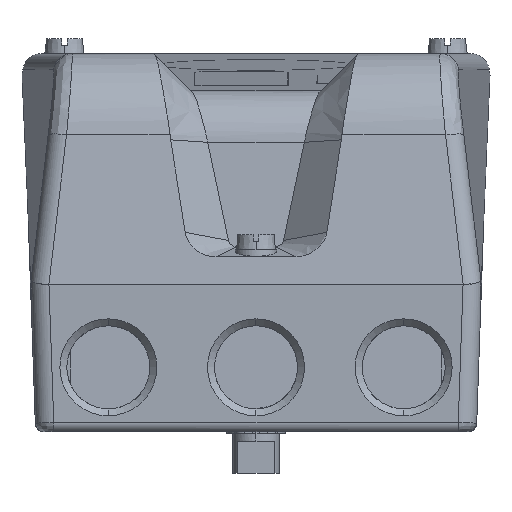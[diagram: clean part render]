
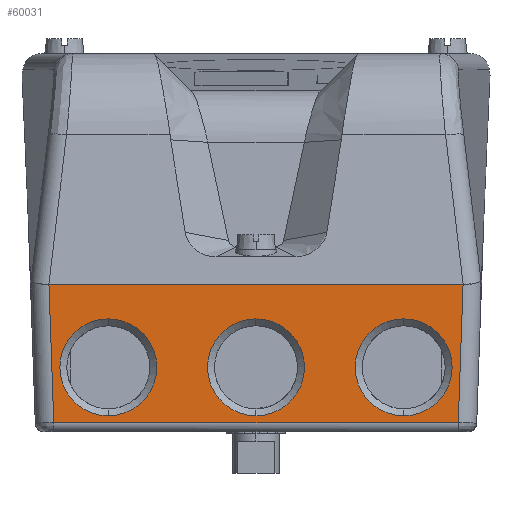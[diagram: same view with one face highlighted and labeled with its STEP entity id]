
A CAD part, front view. The second image highlights one B-rep face of the part: STEP entity #60031.
In plain terms, the highlighted planar face has unit normal (0, -1, 0).
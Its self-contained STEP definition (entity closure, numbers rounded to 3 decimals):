
#940 = CIRCLE ( 'NONE', #48115, 10.5 ) ;
#2759 = FACE_OUTER_BOUND ( 'NONE', #23668, .T. ) ;
#3212 = EDGE_CURVE ( 'NONE', #5875, #53468, #58579, .T. ) ;
#4484 = CARTESIAN_POINT ( 'NONE',  ( -41.277, 0., 5.517 ) ) ;
#4776 = EDGE_LOOP ( 'NONE', ( #36463, #6647 ) ) ;
#5644 = EDGE_LOOP ( 'NONE', ( #28141, #11828 ) ) ;
#5875 = VERTEX_POINT ( 'NONE', #66199 ) ;
#6455 = CARTESIAN_POINT ( 'NONE',  ( -9.277, 0., 26.517 ) ) ;
#6647 = ORIENTED_EDGE ( 'NONE', *, *, #39650, .F. ) ;
#7475 = LINE ( 'NONE', #22273, #36686 ) ;
#7638 = ORIENTED_EDGE ( 'NONE', *, *, #12108, .F. ) ;
#8250 = DIRECTION ( 'NONE',  ( 0., -1., 0. ) ) ;
#8642 = ORIENTED_EDGE ( 'NONE', *, *, #28709, .F. ) ;
#8781 = EDGE_CURVE ( 'NONE', #53468, #41269, #7475, .T. ) ;
#8968 = LINE ( 'NONE', #70319, #21858 ) ;
#9343 = PLANE ( 'NONE',  #33231 ) ;
#11632 = VERTEX_POINT ( 'NONE', #4484 ) ;
#11789 = EDGE_CURVE ( 'NONE', #41269, #31642, #8968, .T. ) ;
#11828 = ORIENTED_EDGE ( 'NONE', *, *, #40002, .F. ) ;
#12108 = EDGE_CURVE ( 'NONE', #31642, #5875, #50125, .T. ) ;
#13309 = CARTESIAN_POINT ( 'NONE',  ( -41.277, 0., 16.017 ) ) ;
#14588 = VERTEX_POINT ( 'NONE', #26823 ) ;
#14703 = DIRECTION ( 'NONE',  ( 0., -1., 0. ) ) ;
#14838 = CARTESIAN_POINT ( 'NONE',  ( -9.277, 0., 41.62 ) ) ;
#15665 = FACE_BOUND ( 'NONE', #5644, .T. ) ;
#16276 = AXIS2_PLACEMENT_3D ( 'NONE', #13309, #51737, #18881 ) ;
#16421 = EDGE_CURVE ( 'NONE', #11632, #44479, #940, .T. ) ;
#17533 = CARTESIAN_POINT ( 'NONE',  ( 22.723, 0., 5.517 ) ) ;
#18039 = CIRCLE ( 'NONE', #22637, 10.5 ) ;
#18881 = DIRECTION ( 'NONE',  ( 0., 0., -1. ) ) ;
#20380 = DIRECTION ( 'NONE',  ( 0., 0., 1. ) ) ;
#20431 = DIRECTION ( 'NONE',  ( 0., -1., 0. ) ) ;
#20610 = ORIENTED_EDGE ( 'NONE', *, *, #44818, .F. ) ;
#21858 = VECTOR ( 'NONE', #64824, 1000. ) ;
#22273 = CARTESIAN_POINT ( 'NONE',  ( 35.588, 0., 34.017 ) ) ;
#22637 = AXIS2_PLACEMENT_3D ( 'NONE', #53301, #20431, #58810 ) ;
#23044 = VERTEX_POINT ( 'NONE', #33880 ) ;
#23668 = EDGE_LOOP ( 'NONE', ( #24413, #28434, #7638, #65093 ) ) ;
#24413 = ORIENTED_EDGE ( 'NONE', *, *, #8781, .F. ) ;
#24733 = VERTEX_POINT ( 'NONE', #17533 ) ;
#25465 = EDGE_LOOP ( 'NONE', ( #8642, #20610 ) ) ;
#26823 = CARTESIAN_POINT ( 'NONE',  ( 22.723, 0., 26.517 ) ) ;
#27933 = VERTEX_POINT ( 'NONE', #6455 ) ;
#28141 = ORIENTED_EDGE ( 'NONE', *, *, #32730, .F. ) ;
#28434 = ORIENTED_EDGE ( 'NONE', *, *, #3212, .F. ) ;
#28709 = EDGE_CURVE ( 'NONE', #23044, #27933, #18039, .T. ) ;
#29637 = CIRCLE ( 'NONE', #70068, 10.5 ) ;
#29987 = DIRECTION ( 'NONE',  ( 0., -1., 0. ) ) ;
#30229 = FACE_BOUND ( 'NONE', #25465, .T. ) ;
#31642 = VERTEX_POINT ( 'NONE', #36412 ) ;
#32602 = CARTESIAN_POINT ( 'NONE',  ( 22.723, 0., 16.017 ) ) ;
#32730 = EDGE_CURVE ( 'NONE', #24733, #14588, #29637, .T. ) ;
#33231 = AXIS2_PLACEMENT_3D ( 'NONE', #14838, #69495, #20380 ) ;
#33880 = CARTESIAN_POINT ( 'NONE',  ( -9.277, 0., 5.517 ) ) ;
#35478 = CIRCLE ( 'NONE', #61970, 10.5 ) ;
#35524 = VECTOR ( 'NONE', #42240, 1000. ) ;
#36412 = CARTESIAN_POINT ( 'NONE',  ( -53.095, 0., 4.017 ) ) ;
#36463 = ORIENTED_EDGE ( 'NONE', *, *, #16421, .F. ) ;
#36686 = VECTOR ( 'NONE', #55130, 1000. ) ;
#38130 = DIRECTION ( 'NONE',  ( 0., 0., -1. ) ) ;
#39650 = EDGE_CURVE ( 'NONE', #44479, #11632, #67527, .T. ) ;
#40002 = EDGE_CURVE ( 'NONE', #14588, #24733, #68387, .T. ) ;
#41145 = CARTESIAN_POINT ( 'NONE',  ( -9.277, 0., 16.017 ) ) ;
#41269 = VERTEX_POINT ( 'NONE', #62536 ) ;
#42240 = DIRECTION ( 'NONE',  ( -0.035, 0., 0.999 ) ) ;
#42950 = CARTESIAN_POINT ( 'NONE',  ( -41.277, 0., 26.517 ) ) ;
#44341 = AXIS2_PLACEMENT_3D ( 'NONE', #47628, #14703, #53115 ) ;
#44479 = VERTEX_POINT ( 'NONE', #42950 ) ;
#44818 = EDGE_CURVE ( 'NONE', #27933, #23044, #35478, .T. ) ;
#46684 = DIRECTION ( 'NONE',  ( 0., 0., -1. ) ) ;
#47021 = DIRECTION ( 'NONE',  ( 1., 0., 0. ) ) ;
#47628 = CARTESIAN_POINT ( 'NONE',  ( 22.723, 0., 16.017 ) ) ;
#47777 = CARTESIAN_POINT ( 'NONE',  ( -55.053, 0., 60.101 ) ) ;
#48115 = AXIS2_PLACEMENT_3D ( 'NONE', #62872, #29987, #68317 ) ;
#50125 = LINE ( 'NONE', #47777, #35524 ) ;
#51737 = DIRECTION ( 'NONE',  ( 0., -1., 0. ) ) ;
#53115 = DIRECTION ( 'NONE',  ( 0., 0., -1. ) ) ;
#53301 = CARTESIAN_POINT ( 'NONE',  ( -9.277, 0., 16.017 ) ) ;
#53468 = VERTEX_POINT ( 'NONE', #71150 ) ;
#55130 = DIRECTION ( 'NONE',  ( -0.035, 0., -0.999 ) ) ;
#55140 = VECTOR ( 'NONE', #47021, 1000. ) ;
#57996 = CARTESIAN_POINT ( 'NONE',  ( -9.277, 0., 34.017 ) ) ;
#58579 = LINE ( 'NONE', #57996, #55140 ) ;
#58810 = DIRECTION ( 'NONE',  ( 0., 0., -1. ) ) ;
#59453 = FACE_BOUND ( 'NONE', #4776, .T. ) ;
#60031 = ADVANCED_FACE ( 'NONE', ( #59453, #30229, #2759, #15665 ), #9343, .F. ) ;
#61970 = AXIS2_PLACEMENT_3D ( 'NONE', #41145, #8250, #46684 ) ;
#62536 = CARTESIAN_POINT ( 'NONE',  ( 34.54, 0., 4.017 ) ) ;
#62872 = CARTESIAN_POINT ( 'NONE',  ( -41.277, 0., 16.017 ) ) ;
#64824 = DIRECTION ( 'NONE',  ( -1., 0., 0. ) ) ;
#65093 = ORIENTED_EDGE ( 'NONE', *, *, #11789, .F. ) ;
#66199 = CARTESIAN_POINT ( 'NONE',  ( -54.142, 0., 34.017 ) ) ;
#67527 = CIRCLE ( 'NONE', #16276, 10.5 ) ;
#68317 = DIRECTION ( 'NONE',  ( 0., 0., -1. ) ) ;
#68387 = CIRCLE ( 'NONE', #44341, 10.5 ) ;
#69495 = DIRECTION ( 'NONE',  ( 0., 1., 0. ) ) ;
#70068 = AXIS2_PLACEMENT_3D ( 'NONE', #32602, #70929, #38130 ) ;
#70319 = CARTESIAN_POINT ( 'NONE',  ( -33.152, 0., 4.017 ) ) ;
#70929 = DIRECTION ( 'NONE',  ( 0., -1., 0. ) ) ;
#71150 = CARTESIAN_POINT ( 'NONE',  ( 35.588, 0., 34.017 ) ) ;
